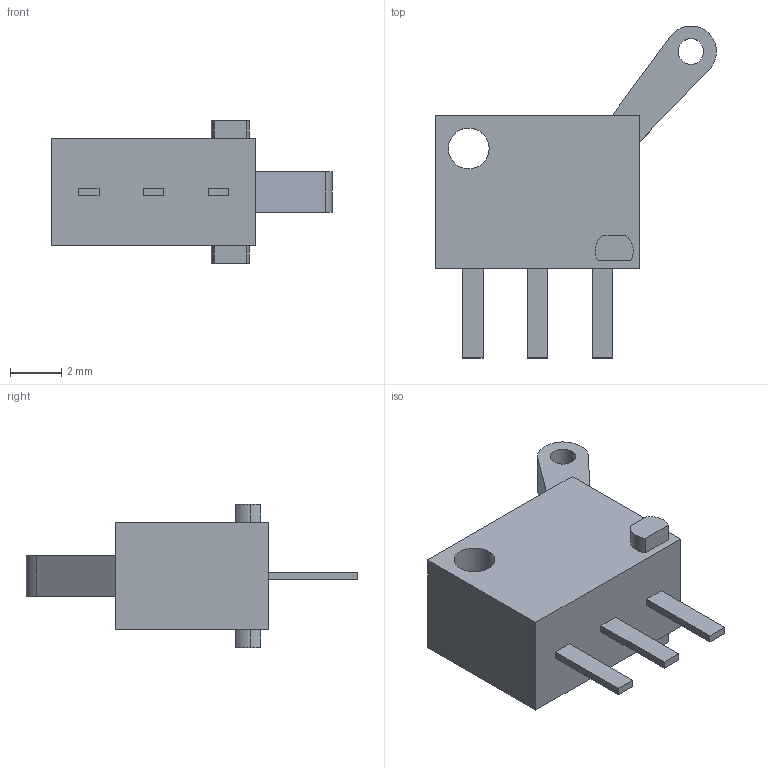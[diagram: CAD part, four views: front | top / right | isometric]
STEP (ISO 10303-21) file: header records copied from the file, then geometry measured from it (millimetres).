
FILE_DESCRIPTION(('STEP AP214'),'1');
FILE_NAME('d3c-1220.stp','2017-10-10T12:33:54',('TraceParts'),('TraceParts S.A.'),'Spatial InterOp 3D',' ',' ');
FILE_SCHEMA(('automotive_design'));
Length unit declared in the file: millimetre
Products named in the file (2): d3c-1220_1; d3c-1220_2
Bounding box: 11 x 13 x 5.6 mm (x, y, z)
Volume: 206.7 mm3; surface area: 316.6 mm2
Topology: 2 solids, 2 shells, 63 faces, 150 edges, 100 vertices
Faces by surface type: plane 39, cylinder 24
Entity records: 2392 total; most frequent: DIRECTION 328, CARTESIAN_POINT 315, ORIENTED_EDGE 300, EDGE_CURVE 150, AXIS2_PLACEMENT_3D 113, LINE 102, VECTOR 102, VERTEX_POINT 100
